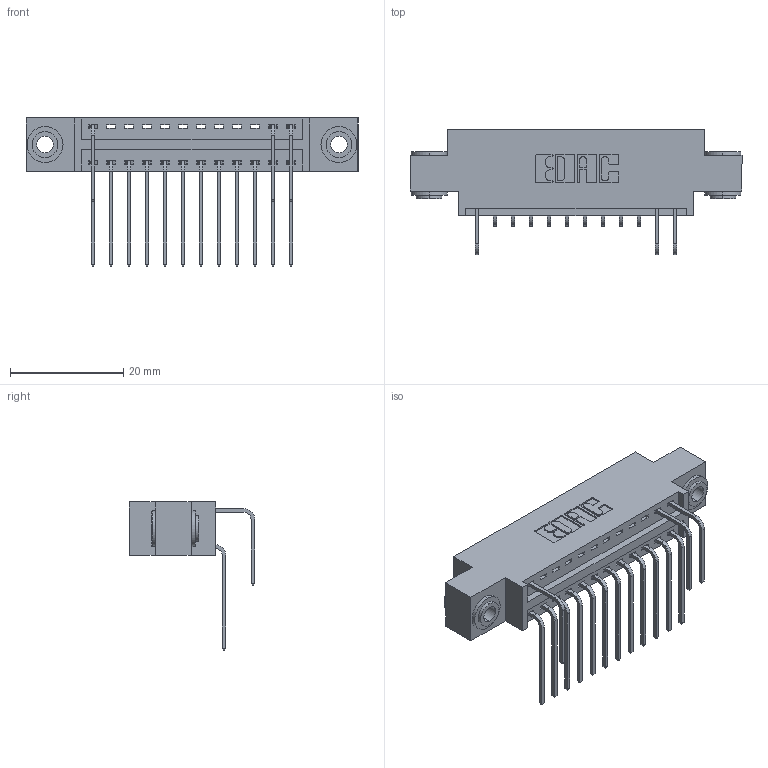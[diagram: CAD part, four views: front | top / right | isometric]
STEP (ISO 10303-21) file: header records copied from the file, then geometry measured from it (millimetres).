
FILE_DESCRIPTION (( 'STEP AP203' ), '1' );
FILE_NAME ('346-024-558-803.STEP', '2018-08-21T04:29:18', ( '' ), ( '' ), 'SwSTEP 2.0', 'SolidWorks 2016', '' );
FILE_SCHEMA (( 'CONFIG_CONTROL_DESIGN' ));
Length unit declared in the file: inch
Products named in the file (5): 345-292-001_558 559 Tail - 1; 345-292-001_558 Tail - 2; 345-250-002_345-250-002-102; 346-024-558-803; 346 Part_0.170 Offset - 0.156 Dia-TH
Assembly tree (18 placements, depth 2):
  346-024-558-803
    346 Part_0.170 Offset - 0.156 Dia-TH
    345-292-001_558 559 Tail - 1  x12
    345-292-001_558 Tail - 2  x3
    345-250-002_345-250-002-102  x2
Bounding box: 58.67 x 22.16 x 26.16 mm (x, y, z)
Volume: 5358.8 mm3; surface area: 7236.3 mm2
Topology: 18 solids, 18 shells, 1028 faces, 3021 edges, 1990 vertices
Faces by surface type: plane 690, cylinder 330, cone 8
Entity records: 14148 total; most frequent: CARTESIAN_POINT 2441, ORIENTED_EDGE 2326, DIRECTION 2195, EDGE_CURVE 1163, VECTOR 919, LINE 919, VERTEX_POINT 770, AXIS2_PLACEMENT_3D 638
